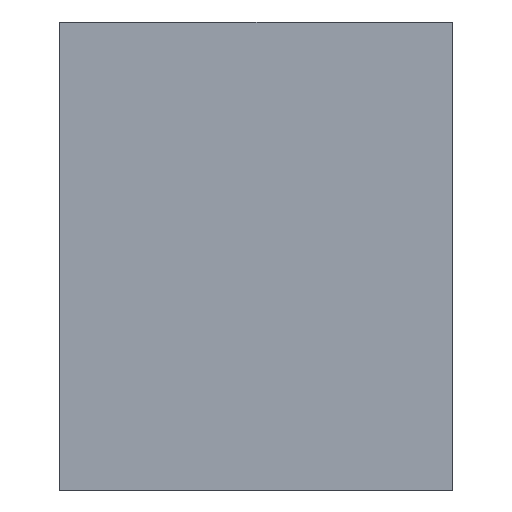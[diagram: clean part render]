
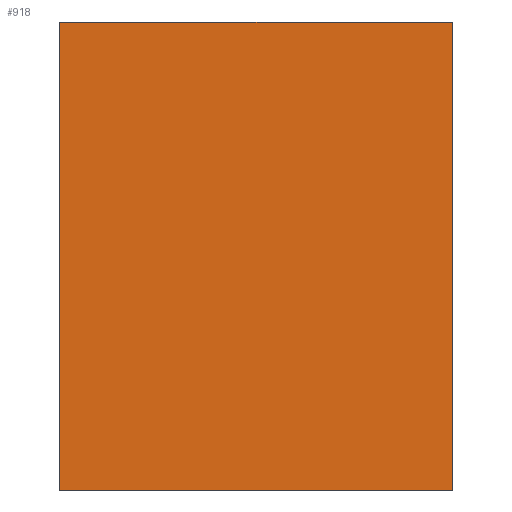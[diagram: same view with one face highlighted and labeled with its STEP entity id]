
A CAD part, front view. The second image highlights one B-rep face of the part: STEP entity #918.
In plain terms, the highlighted face is planar.
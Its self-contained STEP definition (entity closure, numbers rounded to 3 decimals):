
#20 = DIRECTION ( 'NONE',  ( 0., 0., -1. ) ) ;
#29 = ORIENTED_EDGE ( 'NONE', *, *, #786, .F. ) ;
#43 = ORIENTED_EDGE ( 'NONE', *, *, #220, .F. ) ;
#50 = PLANE ( 'NONE',  #398 ) ;
#56 = DIRECTION ( 'NONE',  ( 0., -1., 0. ) ) ;
#82 = CARTESIAN_POINT ( 'NONE',  ( -81.69, -6., 32.2 ) ) ;
#106 = DIRECTION ( 'NONE',  ( -1., 0., 0. ) ) ;
#137 = DIRECTION ( 'NONE',  ( 1., 0., 0. ) ) ;
#169 = ORIENTED_EDGE ( 'NONE', *, *, #997, .T. ) ;
#182 = CARTESIAN_POINT ( 'NONE',  ( -30.69, -6., 32.2 ) ) ;
#186 = DIRECTION ( 'NONE',  ( -1., 0., 0. ) ) ;
#220 = EDGE_CURVE ( 'NONE', #1003, #811, #617, .T. ) ;
#254 = VECTOR ( 'NONE', #186, 1000. ) ;
#269 = LINE ( 'NONE', #746, #754 ) ;
#279 = CARTESIAN_POINT ( 'NONE',  ( -66.27, -6., 32.2 ) ) ;
#372 = CARTESIAN_POINT ( 'NONE',  ( -66.27, -6., 13.8 ) ) ;
#376 = VERTEX_POINT ( 'NONE', #279 ) ;
#398 = AXIS2_PLACEMENT_3D ( 'NONE', #1005, #56, #137 ) ;
#422 = CARTESIAN_POINT ( 'NONE',  ( -66.69, -6., 13.8 ) ) ;
#456 = VERTEX_POINT ( 'NONE', #372 ) ;
#545 = EDGE_CURVE ( 'NONE', #456, #376, #269, .T. ) ;
#578 = EDGE_LOOP ( 'NONE', ( #755, #169, #43, #29 ) ) ;
#617 = LINE ( 'NONE', #82, #1055 ) ;
#708 = LINE ( 'NONE', #422, #254 ) ;
#746 = CARTESIAN_POINT ( 'NONE',  ( -66.27, -6., 24. ) ) ;
#754 = VECTOR ( 'NONE', #1079, 1000. ) ;
#755 = ORIENTED_EDGE ( 'NONE', *, *, #545, .F. ) ;
#778 = LINE ( 'NONE', #182, #1053 ) ;
#780 = CARTESIAN_POINT ( 'NONE',  ( -81.69, -6., 32.2 ) ) ;
#786 = EDGE_CURVE ( 'NONE', #376, #1003, #778, .T. ) ;
#791 = FACE_OUTER_BOUND ( 'NONE', #578, .T. ) ;
#796 = CARTESIAN_POINT ( 'NONE',  ( -81.69, -6., 13.8 ) ) ;
#811 = VERTEX_POINT ( 'NONE', #796 ) ;
#918 = ADVANCED_FACE ( 'NONE', ( #791 ), #50, .F. ) ;
#997 = EDGE_CURVE ( 'NONE', #456, #811, #708, .T. ) ;
#1003 = VERTEX_POINT ( 'NONE', #780 ) ;
#1005 = CARTESIAN_POINT ( 'NONE',  ( -66.69, -6., 24. ) ) ;
#1053 = VECTOR ( 'NONE', #106, 1000. ) ;
#1055 = VECTOR ( 'NONE', #20, 1000. ) ;
#1079 = DIRECTION ( 'NONE',  ( 0., 0., 1. ) ) ;
